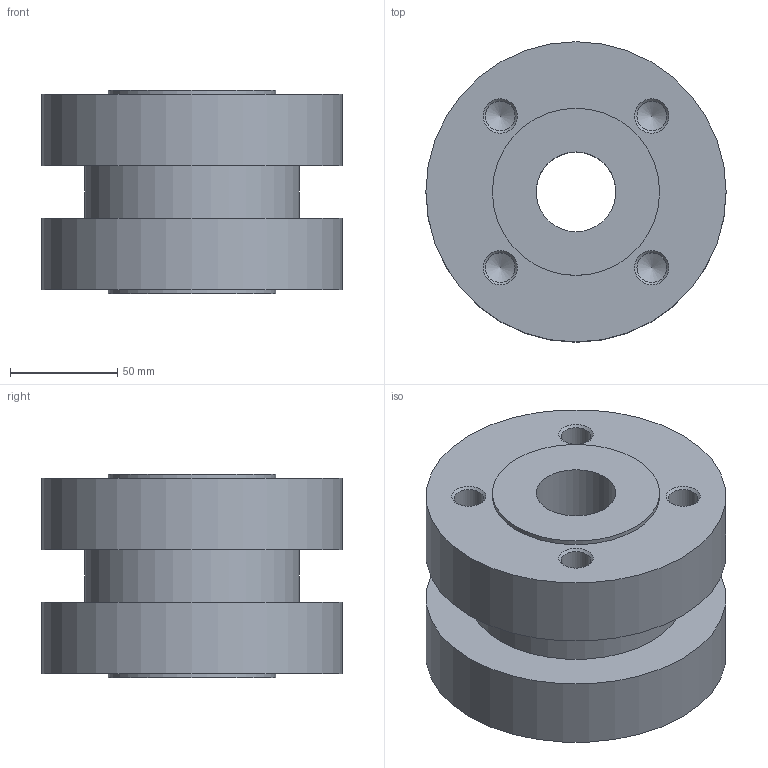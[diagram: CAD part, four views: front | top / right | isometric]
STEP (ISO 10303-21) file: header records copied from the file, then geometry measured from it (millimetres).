
FILE_DESCRIPTION(/* description */ ('STEP AP203'),/* implementation_level */ '2;1');
FILE_NAME(/* name */ 'Swivel Joint DGN-F 32',/* time_stamp */ '2024-11-08T11:59:40+01:00',/* author */ ('License CC BY-ND 4.0'),/* organization */ ('CADENAS'),/* preprocessor_version */ 'ST-DEVELOPER v19.3',/* originating_system */ 'PARTsolutions',/* authorisation */ ' ');
FILE_SCHEMA (('CONFIG_CONTROL_DESIGN'));
Length unit declared in the file: millimetre
Products named in the file (1): Rohrdrehgelenk DGN-F 32
Bounding box: 140 x 140 x 95 mm (x, y, z)
Volume: 1102016.1 mm3; surface area: 101597.4 mm2
Topology: 1 solids, 1 shells, 39 faces, 82 edges, 51 vertices
Faces by surface type: cylinder 15, cone 15, plane 8, torus 1
Full cylindrical faces by diameter (mm): 13.835 x8, 37.2 x2, 78 x2, 100 x1, 140 x2
Entity records: 1117 total; most frequent: DIRECTION 158, CARTESIAN_POINT 126, FACE_BOUND 86, AXIS2_PLACEMENT_3D 79, ORIENTED_EDGE 78, EDGE_LOOP 78, VERTEX_POINT 47, EDGE_CURVE 39
